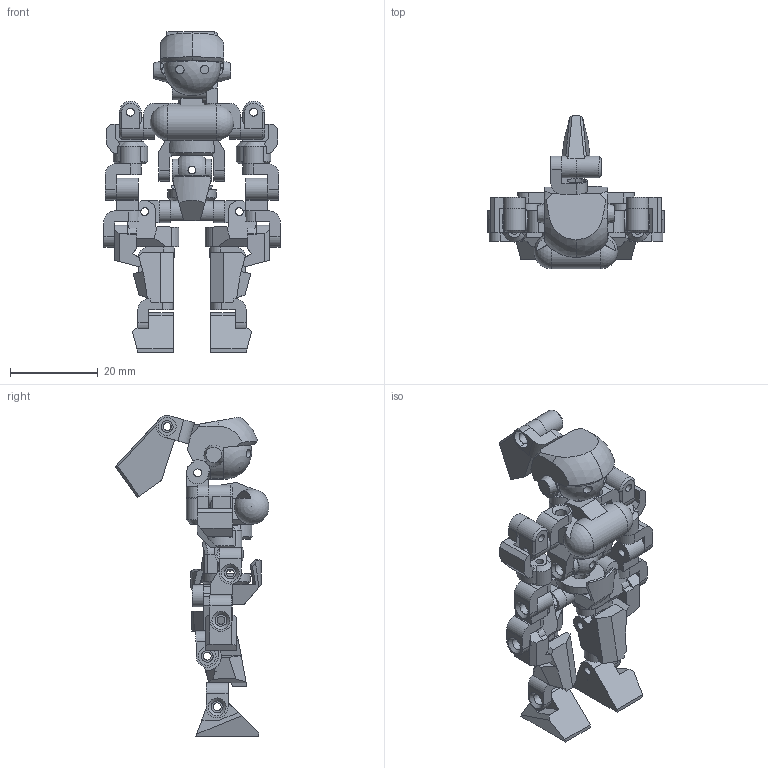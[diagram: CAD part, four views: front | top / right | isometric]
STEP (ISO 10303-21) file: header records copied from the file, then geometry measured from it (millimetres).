
FILE_DESCRIPTION(/* description */ (''),/* implementation_level */ '2;1');
FILE_NAME(/* name */ '70mmBigEye v7.step',/* time_stamp */ '2021-08-04T20:48:56+09:00',/* author */ (''),/* organization */ (''),/* preprocessor_version */ 'ST-DEVELOPER v18.1',/* originating_system */ 'Autodesk Translation Framework v10.9.0.1377',/* authorisation */ '');
FILE_SCHEMA (('AUTOMOTIVE_DESIGN { 1 0 10303 214 3 1 1 }'));
Length unit declared in the file: millimetre
Products named in the file (7): 70mmBigEye; head; body; Arm; Reg; RegR; ArmR
Assembly tree (6 placements, depth 2):
  70mmBigEye
    head
    body
    Arm
    Reg
    RegR
    ArmR
Bounding box: 40.14 x 34.95 x 72.95 mm (x, y, z)
Volume: 12284.5 mm3; surface area: 13436.1 mm2
Topology: 36 solids, 36 shells, 659 faces, 1707 edges, 1117 vertices
Faces by surface type: plane 386, cylinder 189, cone 61, bspline 17, sphere 6
Full cylindrical faces by diameter (mm): 1.5 x2, 1.8 x34, 1.92 x2, 2.7 x35, 5 x4, 6.5 x2, 11 x1
Entity records: 21392 total; most frequent: CARTESIAN_POINT 4668, ORIENTED_EDGE 3408, DIRECTION 3395, EDGE_CURVE 1704, AXIS2_PLACEMENT_3D 1180, VERTEX_POINT 1117, LINE 1035, VECTOR 1035
